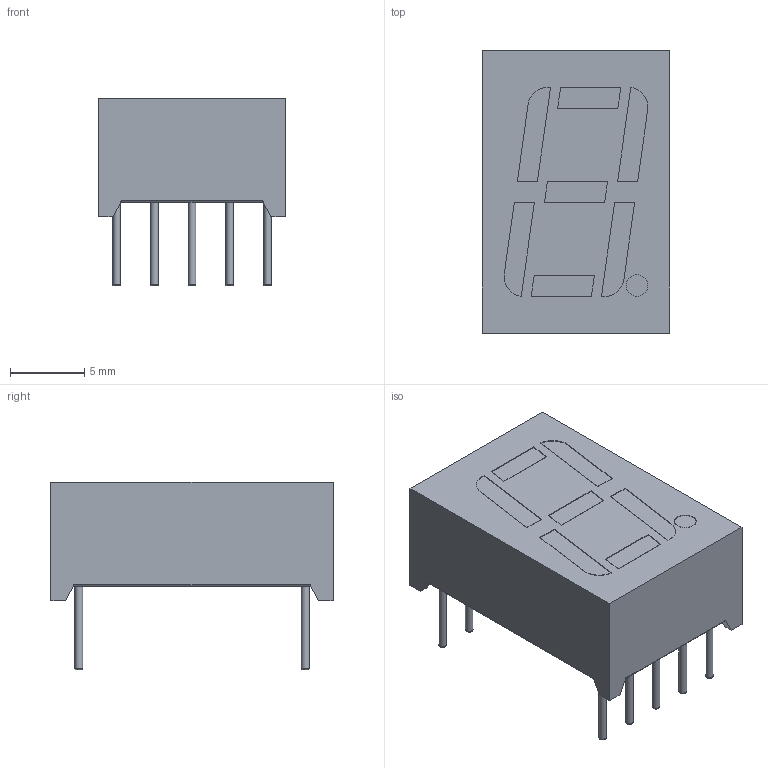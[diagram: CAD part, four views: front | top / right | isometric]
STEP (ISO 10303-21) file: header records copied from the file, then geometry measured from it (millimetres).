
FILE_DESCRIPTION(('FreeCAD Model'),'2;1');
FILE_NAME('Open CASCADE Shape Model','2023-03-22T16:29:41',(''),(''), 'Open CASCADE STEP processor 7.6','FreeCAD','Unknown');
FILE_SCHEMA(('AUTOMOTIVE_DESIGN { 1 0 10303 214 1 1 1 1 }'));
Length unit declared in the file: millimetre
Products named in the file (1): Fillet
Bounding box: 12.6 x 19 x 12.65 mm (x, y, z)
Volume: 1561.2 mm3; surface area: 1079.6 mm2
Topology: 1 solids, 1 shells, 101 faces, 249 edges, 168 vertices
Faces by surface type: plane 68, cylinder 23, torus 10
Full cylindrical faces by diameter (mm): 0.52 x10, 1.449 x1
Entity records: 6432 total; most frequent: CARTESIAN_POINT 1301, DIRECTION 937, LINE 583, VECTOR 583, ORIENTED_EDGE 498, PCURVE 498, DEFINITIONAL_REPRESENTATION 498, EDGE_CURVE 249
